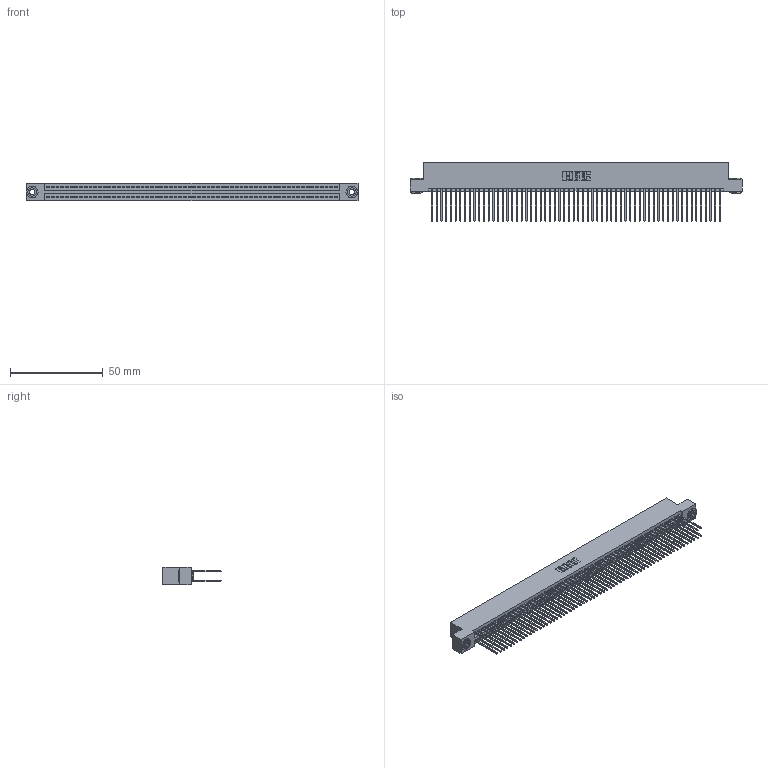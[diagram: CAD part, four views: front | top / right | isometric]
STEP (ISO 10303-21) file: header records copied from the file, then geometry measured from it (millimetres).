
FILE_DESCRIPTION (( 'STEP AP203' ), '1' );
FILE_NAME ('395-124-542-203.STEP', '2019-10-28T11:46:27', ( '' ), ( '' ), 'SwSTEP 2.0', 'SolidWorks 2016', '' );
FILE_SCHEMA (( 'CONFIG_CONTROL_DESIGN' ));
Length unit declared in the file: inch
Products named in the file (4): 345 Part_Flush Mounting Lugs - 0.156 Dia-TH; 345-292-001_345-293-142; 345-250-002_345-250-002-102; 395-124-542-203
Assembly tree (127 placements, depth 2):
  395-124-542-203
    345 Part_Flush Mounting Lugs - 0.156 Dia-TH
    345-292-001_345-293-142  x124
    345-250-002_345-250-002-102  x2
Bounding box: 178.69 x 31.29 x 9.4 mm (x, y, z)
Volume: 18141.1 mm3; surface area: 30109.2 mm2
Topology: 127 solids, 127 shells, 6364 faces, 18893 edges, 12426 vertices
Faces by surface type: plane 4182, cylinder 2174, cone 8
Entity records: 46622 total; most frequent: CARTESIAN_POINT 7771, ORIENTED_EDGE 7698, DIRECTION 6859, EDGE_CURVE 3849, VECTOR 3445, LINE 3445, VERTEX_POINT 2562, AXIS2_PLACEMENT_3D 1707
